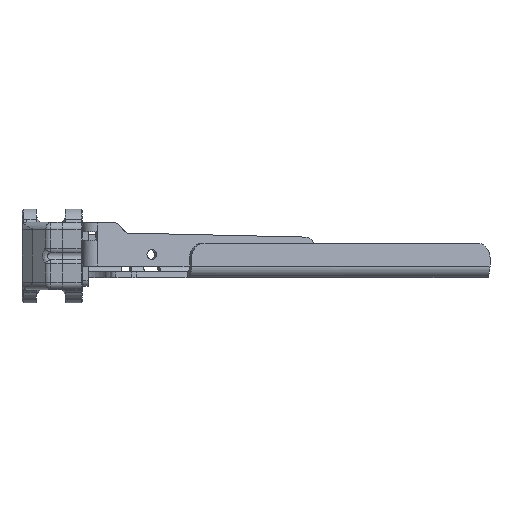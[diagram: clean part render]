
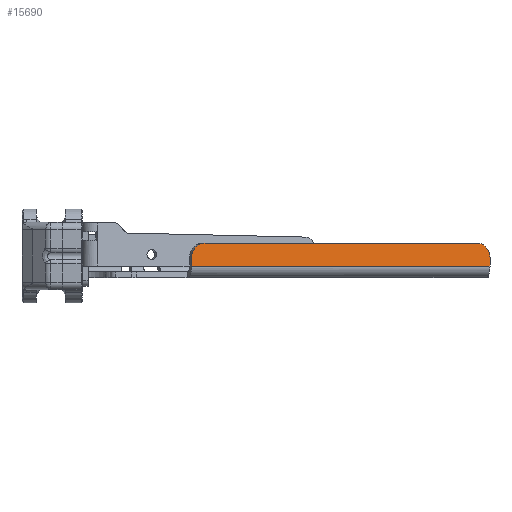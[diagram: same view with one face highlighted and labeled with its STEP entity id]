
A CAD part, left-side view. The second image highlights one B-rep face of the part: STEP entity #15690.
In plain terms, the highlighted face is planar.
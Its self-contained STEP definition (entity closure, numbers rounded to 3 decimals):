
#1354 = CYLINDRICAL_SURFACE('',#1355,4.);
#1355 = AXIS2_PLACEMENT_3D('',#1356,#1357,#1358);
#1356 = CARTESIAN_POINT('',(89.119,-40.826,4.));
#1357 = DIRECTION('',(-0.94,-0.342,0.));
#1358 = DIRECTION('',(0.,0.,-1.));
#10607 = VERTEX_POINT('',#10608);
#10608 = CARTESIAN_POINT('',(141.65,-25.963,4.));
#10622 = PLANE('',#10623);
#10623 = AXIS2_PLACEMENT_3D('',#10624,#10625,#10626);
#10624 = CARTESIAN_POINT('',(140.966,-24.084,4.));
#10625 = DIRECTION('',(0.94,0.342,0.));
#10626 = DIRECTION('',(0.,0.,1.));
#13330 = EDGE_CURVE('',#13331,#13333,#13335,.T.);
#13331 = VERTEX_POINT('',#13332);
#13332 = CARTESIAN_POINT('',(37.955,-63.705,7.));
#13333 = VERTEX_POINT('',#13334);
#13334 = CARTESIAN_POINT('',(42.654,-61.995,12.));
#13335 = SURFACE_CURVE('',#13336,(#13341,#13353),.PCURVE_S1.);
#13336 = CIRCLE('',#13337,5.);
#13337 = AXIS2_PLACEMENT_3D('',#13338,#13339,#13340);
#13338 = CARTESIAN_POINT('',(42.654,-61.995,7.));
#13339 = DIRECTION('',(-0.342,0.94,
    0.));
#13340 = DIRECTION('',(-0.664,-0.242,0.707));
#13341 = PCURVE('',#13342,#13347);
#13342 = CYLINDRICAL_SURFACE('',#13343,5.);
#13343 = AXIS2_PLACEMENT_3D('',#13344,#13345,#13346);
#13344 = CARTESIAN_POINT('',(41.97,-60.116,7.));
#13345 = DIRECTION('',(0.342,-0.94,0.));
#13346 = DIRECTION('',(-0.664,-0.242,0.707));
#13347 = DEFINITIONAL_REPRESENTATION('',(#13348),#13352);
#13348 = LINE('',#13349,#13350);
#13349 = CARTESIAN_POINT('',(12.566,2.));
#13350 = VECTOR('',#13351,1.);
#13351 = DIRECTION('',(-1.,0.));
#13352 = ( GEOMETRIC_REPRESENTATION_CONTEXT(2) 
PARAMETRIC_REPRESENTATION_CONTEXT() REPRESENTATION_CONTEXT('2D SPACE',''
  ) );
#13353 = PCURVE('',#13354,#13359);
#13354 = PLANE('',#13355);
#13355 = AXIS2_PLACEMENT_3D('',#13356,#13357,#13358);
#13356 = CARTESIAN_POINT('',(81.119,-47.995,
    -47.599));
#13357 = DIRECTION('',(-0.342,0.94,0.));
#13358 = DIRECTION('',(-0.321,-0.117,0.94));
#13359 = DEFINITIONAL_REPRESENTATION('',(#13360),#13364);
#13360 = CIRCLE('',#13361,5.);
#13361 = AXIS2_PLACEMENT_2D('',#13362,#13363);
#13362 = CARTESIAN_POINT('',(65.306,-19.791));
#13363 = DIRECTION('',(0.906,-0.423));
#13364 = ( GEOMETRIC_REPRESENTATION_CONTEXT(2) 
PARAMETRIC_REPRESENTATION_CONTEXT() REPRESENTATION_CONTEXT('2D SPACE',''
  ) );
#13382 = PLANE('',#13383);
#13383 = AXIS2_PLACEMENT_3D('',#13384,#13385,#13386);
#13384 = CARTESIAN_POINT('',(140.966,-24.084,12.));
#13385 = DIRECTION('',(0.,0.,1.));
#13386 = DIRECTION('',(-0.94,-0.342,0.
    ));
#13441 = PLANE('',#13442);
#13442 = AXIS2_PLACEMENT_3D('',#13443,#13444,#13445);
#13443 = CARTESIAN_POINT('',(37.271,-61.826,12.));
#13444 = DIRECTION('',(-0.94,-0.342,0.));
#13445 = DIRECTION('',(0.,0.,-1.));
#13501 = CYLINDRICAL_SURFACE('',#13502,5.);
#13502 = AXIS2_PLACEMENT_3D('',#13503,#13504,#13505);
#13503 = CARTESIAN_POINT('',(136.267,-25.794,7.));
#13504 = DIRECTION('',(0.342,-0.94,0.));
#13505 = DIRECTION('',(0.664,0.242,0.707));
#13582 = EDGE_CURVE('',#13583,#13333,#13585,.T.);
#13583 = VERTEX_POINT('',#13584);
#13584 = CARTESIAN_POINT('',(136.952,-27.673,12.));
#13585 = SURFACE_CURVE('',#13586,(#13590,#13597),.PCURVE_S1.);
#13586 = LINE('',#13587,#13588);
#13587 = CARTESIAN_POINT('',(37.955,-63.705,12.));
#13588 = VECTOR('',#13589,1.);
#13589 = DIRECTION('',(-0.94,-0.342,0.));
#13590 = PCURVE('',#13382,#13591);
#13591 = DEFINITIONAL_REPRESENTATION('',(#13592),#13596);
#13592 = LINE('',#13593,#13594);
#13593 = CARTESIAN_POINT('',(110.349,2.));
#13594 = VECTOR('',#13595,1.);
#13595 = DIRECTION('',(1.,0.));
#13596 = ( GEOMETRIC_REPRESENTATION_CONTEXT(2) 
PARAMETRIC_REPRESENTATION_CONTEXT() REPRESENTATION_CONTEXT('2D SPACE',''
  ) );
#13597 = PCURVE('',#13354,#13598);
#13598 = DEFINITIONAL_REPRESENTATION('',(#13599),#13603);
#13599 = LINE('',#13600,#13601);
#13600 = CARTESIAN_POINT('',(71.715,-22.779));
#13601 = VECTOR('',#13602,1.);
#13602 = DIRECTION('',(0.342,-0.94));
#13603 = ( GEOMETRIC_REPRESENTATION_CONTEXT(2) 
PARAMETRIC_REPRESENTATION_CONTEXT() REPRESENTATION_CONTEXT('2D SPACE',''
  ) );
#13630 = EDGE_CURVE('',#13583,#13631,#13633,.T.);
#13631 = VERTEX_POINT('',#13632);
#13632 = CARTESIAN_POINT('',(141.65,-25.963,7.));
#13633 = SURFACE_CURVE('',#13634,(#13639,#13646),.PCURVE_S1.);
#13634 = CIRCLE('',#13635,5.);
#13635 = AXIS2_PLACEMENT_3D('',#13636,#13637,#13638);
#13636 = CARTESIAN_POINT('',(136.952,-27.673,7.));
#13637 = DIRECTION('',(-0.342,0.94,
    0.));
#13638 = DIRECTION('',(0.664,0.242,0.707));
#13639 = PCURVE('',#13501,#13640);
#13640 = DEFINITIONAL_REPRESENTATION('',(#13641),#13645);
#13641 = LINE('',#13642,#13643);
#13642 = CARTESIAN_POINT('',(6.283,2.));
#13643 = VECTOR('',#13644,1.);
#13644 = DIRECTION('',(-1.,0.));
#13645 = ( GEOMETRIC_REPRESENTATION_CONTEXT(2) 
PARAMETRIC_REPRESENTATION_CONTEXT() REPRESENTATION_CONTEXT('2D SPACE',''
  ) );
#13646 = PCURVE('',#13354,#13647);
#13647 = DEFINITIONAL_REPRESENTATION('',(#13648),#13652);
#13648 = CIRCLE('',#13649,5.);
#13649 = AXIS2_PLACEMENT_2D('',#13650,#13651);
#13650 = CARTESIAN_POINT('',(30.985,74.507));
#13651 = DIRECTION('',(0.423,0.906));
#13652 = ( GEOMETRIC_REPRESENTATION_CONTEXT(2) 
PARAMETRIC_REPRESENTATION_CONTEXT() REPRESENTATION_CONTEXT('2D SPACE',''
  ) );
#15503 = EDGE_CURVE('',#15504,#10607,#15506,.T.);
#15504 = VERTEX_POINT('',#15505);
#15505 = CARTESIAN_POINT('',(37.955,-63.705,4.));
#15506 = SURFACE_CURVE('',#15507,(#15511,#15518),.PCURVE_S1.);
#15507 = LINE('',#15508,#15509);
#15508 = CARTESIAN_POINT('',(90.33,-44.642,4.));
#15509 = VECTOR('',#15510,1.);
#15510 = DIRECTION('',(0.94,0.342,0.));
#15511 = PCURVE('',#1354,#15512);
#15512 = DEFINITIONAL_REPRESENTATION('',(#15513),#15517);
#15513 = LINE('',#15514,#15515);
#15514 = CARTESIAN_POINT('',(1.571,0.167));
#15515 = VECTOR('',#15516,1.);
#15516 = DIRECTION('',(0.,-1.));
#15517 = ( GEOMETRIC_REPRESENTATION_CONTEXT(2) 
PARAMETRIC_REPRESENTATION_CONTEXT() REPRESENTATION_CONTEXT('2D SPACE',''
  ) );
#15518 = PCURVE('',#13354,#15519);
#15519 = DEFINITIONAL_REPRESENTATION('',(#15520),#15524);
#15520 = LINE('',#15521,#15522);
#15521 = CARTESIAN_POINT('',(45.135,26.859));
#15522 = VECTOR('',#15523,1.);
#15523 = DIRECTION('',(-0.342,0.94));
#15524 = ( GEOMETRIC_REPRESENTATION_CONTEXT(2) 
PARAMETRIC_REPRESENTATION_CONTEXT() REPRESENTATION_CONTEXT('2D SPACE',''
  ) );
#15634 = EDGE_CURVE('',#10607,#13631,#15635,.T.);
#15635 = SURFACE_CURVE('',#15636,(#15640,#15647),.PCURVE_S1.);
#15636 = LINE('',#15637,#15638);
#15637 = CARTESIAN_POINT('',(141.65,-25.963,4.));
#15638 = VECTOR('',#15639,1.);
#15639 = DIRECTION('',(0.,0.,1.));
#15640 = PCURVE('',#10622,#15641);
#15641 = DEFINITIONAL_REPRESENTATION('',(#15642),#15646);
#15642 = LINE('',#15643,#15644);
#15643 = CARTESIAN_POINT('',(0.,2.));
#15644 = VECTOR('',#15645,1.);
#15645 = DIRECTION('',(1.,0.));
#15646 = ( GEOMETRIC_REPRESENTATION_CONTEXT(2) 
PARAMETRIC_REPRESENTATION_CONTEXT() REPRESENTATION_CONTEXT('2D SPACE',''
  ) );
#15647 = PCURVE('',#13354,#15648);
#15648 = DEFINITIONAL_REPRESENTATION('',(#15649),#15653);
#15649 = LINE('',#15650,#15651);
#15650 = CARTESIAN_POINT('',(26.456,78.179));
#15651 = VECTOR('',#15652,1.);
#15652 = DIRECTION('',(0.94,0.342));
#15653 = ( GEOMETRIC_REPRESENTATION_CONTEXT(2) 
PARAMETRIC_REPRESENTATION_CONTEXT() REPRESENTATION_CONTEXT('2D SPACE',''
  ) );
#15663 = EDGE_CURVE('',#13331,#15504,#15664,.T.);
#15664 = SURFACE_CURVE('',#15665,(#15669,#15676),.PCURVE_S1.);
#15665 = LINE('',#15666,#15667);
#15666 = CARTESIAN_POINT('',(37.955,-63.705,4.));
#15667 = VECTOR('',#15668,1.);
#15668 = DIRECTION('',(0.,0.,-1.));
#15669 = PCURVE('',#13441,#15670);
#15670 = DEFINITIONAL_REPRESENTATION('',(#15671),#15675);
#15671 = LINE('',#15672,#15673);
#15672 = CARTESIAN_POINT('',(8.,2.));
#15673 = VECTOR('',#15674,1.);
#15674 = DIRECTION('',(1.,0.));
#15675 = ( GEOMETRIC_REPRESENTATION_CONTEXT(2) 
PARAMETRIC_REPRESENTATION_CONTEXT() REPRESENTATION_CONTEXT('2D SPACE',''
  ) );
#15676 = PCURVE('',#13354,#15677);
#15677 = DEFINITIONAL_REPRESENTATION('',(#15678),#15682);
#15678 = LINE('',#15679,#15680);
#15679 = CARTESIAN_POINT('',(64.197,-25.515));
#15680 = VECTOR('',#15681,1.);
#15681 = DIRECTION('',(-0.94,-0.342));
#15682 = ( GEOMETRIC_REPRESENTATION_CONTEXT(2) 
PARAMETRIC_REPRESENTATION_CONTEXT() REPRESENTATION_CONTEXT('2D SPACE',''
  ) );
#15690 = ADVANCED_FACE('',(#15691),#13354,.F.);
#15691 = FACE_BOUND('',#15692,.T.);
#15692 = EDGE_LOOP('',(#15693,#15694,#15695,#15696,#15697,#15698));
#15693 = ORIENTED_EDGE('',*,*,#13330,.F.);
#15694 = ORIENTED_EDGE('',*,*,#15663,.T.);
#15695 = ORIENTED_EDGE('',*,*,#15503,.T.);
#15696 = ORIENTED_EDGE('',*,*,#15634,.T.);
#15697 = ORIENTED_EDGE('',*,*,#13630,.F.);
#15698 = ORIENTED_EDGE('',*,*,#13582,.T.);
